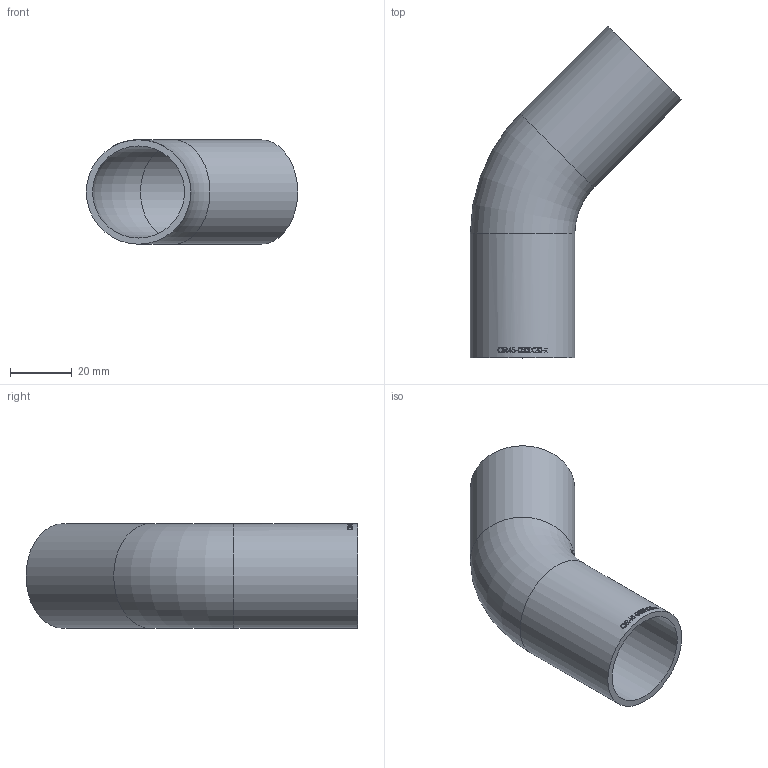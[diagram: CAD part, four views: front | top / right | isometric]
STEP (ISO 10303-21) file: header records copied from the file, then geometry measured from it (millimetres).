
FILE_DESCRIPTION (( 'STEP AP214' ), '1' );
FILE_NAME ('OR45-033X20-x Bogen orbital 45° ISO 2008.STEP', '2020-08-19T10:02:00', ( '' ), ( '' ), 'SwSTEP 2.0', 'SolidWorks 2019', '' );
FILE_SCHEMA (( 'AUTOMOTIVE_DESIGN' ));
Length unit declared in the file: millimetre
Products named in the file (1): OR45-033X20-x Bogen orbital 45° ISO 2008
Bounding box: 68.18 x 107.07 x 33.7 mm (x, y, z)
Volume: 21879.2 mm3; surface area: 22277.1 mm2
Topology: 1 solids, 1 shells, 27 faces, 169 edges, 161 vertices
Faces by surface type: cylinder 23, torus 2, plane 2
Full cylindrical faces by diameter (mm): 29.7 x2, 33.7 x2
Entity records: 3333 total; most frequent: CARTESIAN_POINT 1985, ORIENTED_EDGE 310, EDGE_CURVE 155, VERTEX_POINT 155, DIRECTION 152, B_SPLINE_CURVE_WITH_KNOTS 98, AXIS2_PLACEMENT_3D 68, EDGE_LOOP 52
